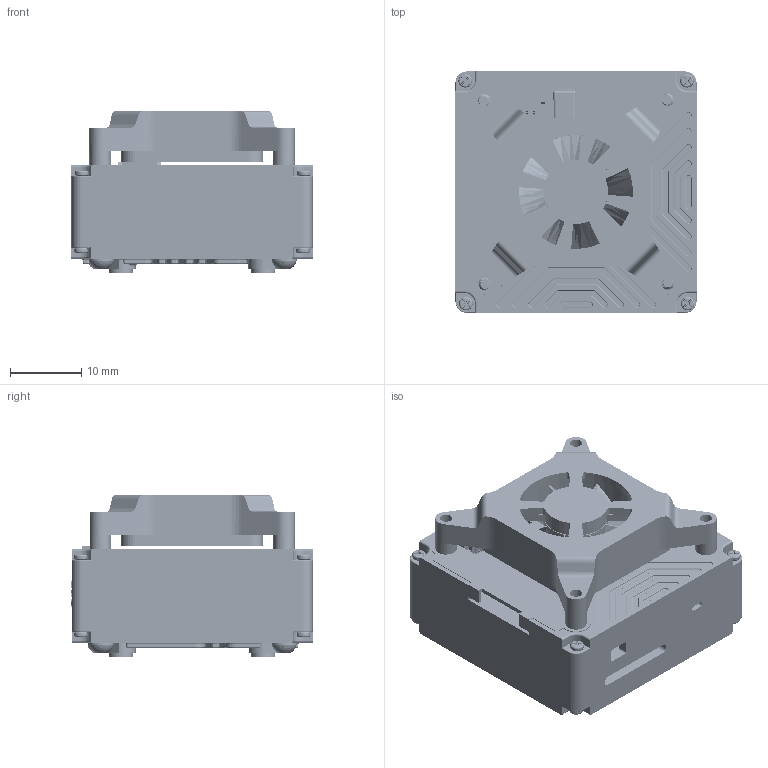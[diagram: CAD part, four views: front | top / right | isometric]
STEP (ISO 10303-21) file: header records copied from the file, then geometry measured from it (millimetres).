
FILE_DESCRIPTION(('FreeCAD Model'),'2;1');
FILE_NAME('Open CASCADE Shape Model','2025-04-25T13:57:15',('FreeCAD'),( 'FreeCAD'),'Open CASCADE STEP processor 7.6','FreeCAD','Unknown');
FILE_SCHEMA(('AUTOMOTIVE_DESIGN { 1 0 10303 214 1 1 1 1 }'));
Products named in the file (1): Open CASCADE STEP translator 7.6 1
Bounding box: 33.85 x 33.88 x 22.7 mm (x, y, z)
Volume: 8537.8 mm3; surface area: 15981.8 mm2
Topology: 60 solids, 60 shells, 3377 faces, 8790 edges, 5495 vertices
Faces by surface type: cylinder 1410, plane 1143, bspline 314, torus 263, cone 144, sphere 103
Full cylindrical faces by diameter (mm): 0.862 x48, 1 x12, 1.149 x64, 1.48 x148, 1.7 x4, 1.9 x8, 2 x165, 2.2 x4, 3 x4, 3.35 x4, 3.5 x4, 8 x1, 9 x1, 18 x1
Entity records: 146730 total; most frequent: CARTESIAN_POINT 67663, ORIENTED_EDGE 17456, DIRECTION 15245, EDGE_CURVE 8728, VERTEX_POINT 5496, AXIS2_PLACEMENT_3D 5348, LINE 4549, VECTOR 4549
